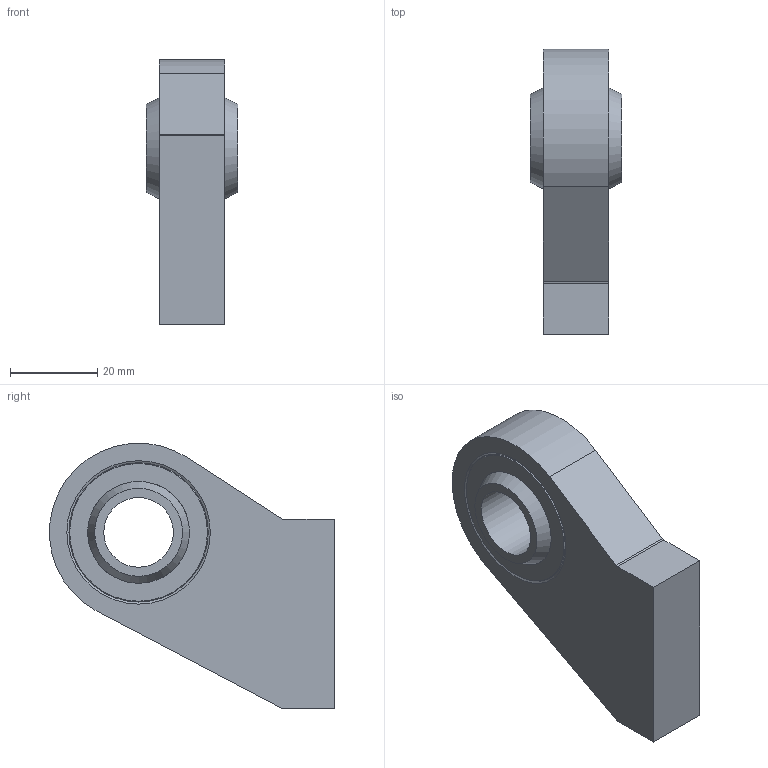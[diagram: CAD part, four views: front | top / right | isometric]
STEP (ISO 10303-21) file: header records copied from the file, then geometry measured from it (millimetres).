
FILE_DESCRIPTION(/* description */ ('STEP AP214'),/* implementation_level */ '2;1');
FILE_NAME(/* name */ '31749_LSNSG-50',/* time_stamp */ '2024-09-05T02:19:21+02:00',/* author */ ('License CC BY-ND 4.0'),/* organization */ ('CADENAS'),/* preprocessor_version */ 'ST-DEVELOPER v19.3',/* originating_system */ 'PARTsolutions',/* authorisation */ ' ');
FILE_SCHEMA (('AUTOMOTIVE_DESIGN {1 0 10303 214 3 1 1}'));
Length unit declared in the file: millimetre
Products named in the file (1): 31749 LSNSG-50
Bounding box: 21 x 65.46 x 60.96 mm (x, y, z)
Volume: 38186.3 mm3; surface area: 9453.7 mm2
Topology: 1 solids, 1 shells, 25 faces, 52 edges, 33 vertices
Faces by surface type: plane 11, cylinder 6, cone 6, torus 2
Full cylindrical faces by diameter (mm): 16 x1, 32 x2
Entity records: 638 total; most frequent: DIRECTION 114, CARTESIAN_POINT 98, ORIENTED_EDGE 80, AXIS2_PLACEMENT_3D 48, EDGE_LOOP 42, FACE_BOUND 42, EDGE_CURVE 40, VERTEX_POINT 32
